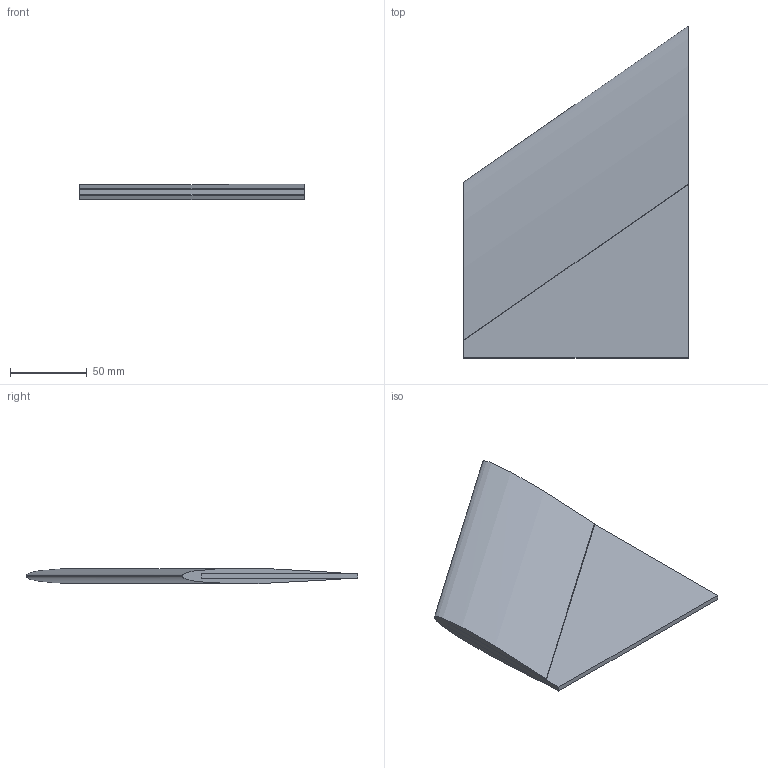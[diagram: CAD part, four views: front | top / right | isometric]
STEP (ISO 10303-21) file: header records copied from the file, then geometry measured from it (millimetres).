
FILE_DESCRIPTION (( 'STEP AP214' ), '1' );
FILE_NAME ('combinedFin_SmallerNACA.STEP', '2024-03-19T07:48:59', ( '' ), ( '' ), 'SwSTEP 2.0', 'SolidWorks 2023', '' );
FILE_SCHEMA (( 'AUTOMOTIVE_DESIGN' ));
Length unit declared in the file: millimetre
Products named in the file (3): fullscale_fincover_smallerNACA; combinedFin_SmallerNACA; FS_Basic_Fin
Assembly tree (2 placements, depth 2):
  combinedFin_SmallerNACA
    FS_Basic_Fin
    fullscale_fincover_smallerNACA
Bounding box: 146.05 x 215.9 x 9.77 mm (x, y, z)
Volume: 148056.3 mm3; surface area: 105174.8 mm2
Topology: 2 solids, 2 shells, 17 faces, 39 edges, 26 vertices
Faces by surface type: plane 11, cylinder 4, bspline 2
Entity records: 1001 total; most frequent: CARTESIAN_POINT 565, ORIENTED_EDGE 78, DIRECTION 67, EDGE_CURVE 39, VECTOR 27, LINE 27, VERTEX_POINT 26, AXIS2_PLACEMENT_3D 20
